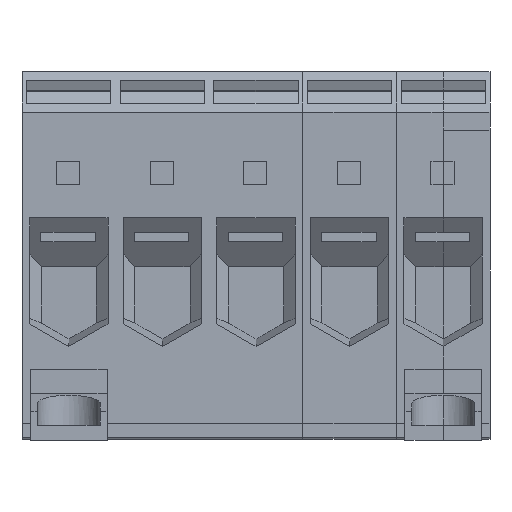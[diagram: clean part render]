
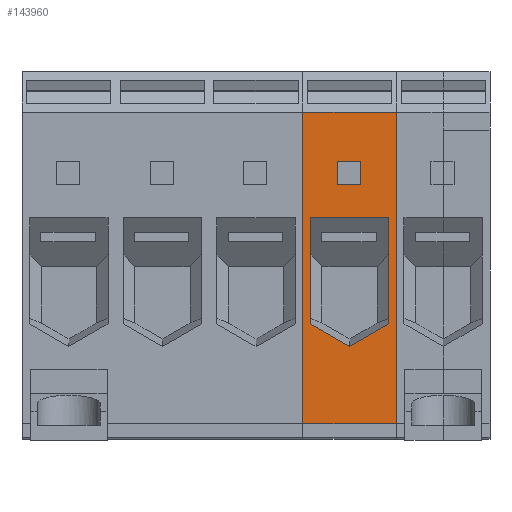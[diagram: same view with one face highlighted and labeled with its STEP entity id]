
A CAD part, front view. The second image highlights one B-rep face of the part: STEP entity #143960.
In plain terms, the highlighted face is planar.
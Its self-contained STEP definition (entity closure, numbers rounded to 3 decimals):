
#30620=CARTESIAN_POINT('',(4.094,-80.937,
-50.25));
#30630=VERTEX_POINT('',#30620);
#40950=CARTESIAN_POINT('',(4.094,-13.337,
-50.25));
#40960=VERTEX_POINT('',#40950);
#40990=CARTESIAN_POINT('',(4.094,-72.375,
-50.25));
#41000=DIRECTION('',(0.,-1.,0.));
#41010=VECTOR('',#41000,1.);
#41020=LINE('',#40990,#41010);
#41030=EDGE_CURVE('',#40960,#30630,#41020,.T.);
#56760=CARTESIAN_POINT('',(4.094,-13.337,
-29.95));
#56770=VERTEX_POINT('',#56760);
#121160=CARTESIAN_POINT('',(4.094,-13.337,-29.95));
#121170=DIRECTION('',(1.,0.,0.));
#121180=DIRECTION('',(0.,1.,0.));
#121190=AXIS2_PLACEMENT_3D('',#121160,#121170,#121180);
#121200=PLANE('',#121190);
#142800=CARTESIAN_POINT('',(4.094,-80.937,
-4.9));
#142810=DIRECTION('',(0.,0.,1.));
#142820=VECTOR('',#142810,1.);
#142830=LINE('',#142800,#142820);
#142840=CARTESIAN_POINT('',(4.094,-80.937,
-29.95));
#142850=VERTEX_POINT('',#142840);
#142860=EDGE_CURVE('',#30630,#142850,#142830,.T.);
#143040=CARTESIAN_POINT('',(4.094,-72.375,
-37.75));
#143050=DIRECTION('',(0.,1.,0.));
#143060=VECTOR('',#143050,1.);
#143070=LINE('',#143040,#143060);
#143080=CARTESIAN_POINT('',(4.094,-29.037,
-37.75));
#143090=VERTEX_POINT('',#143080);
#143100=CARTESIAN_POINT('',(4.094,-24.037,
-37.75));
#143110=VERTEX_POINT('',#143100);
#143120=EDGE_CURVE('',#143090,#143110,#143070,.T.);
#143130=ORIENTED_EDGE('',*,*,#143120,.F.);
#143140=CARTESIAN_POINT('',(4.094,-24.037,
-76.4));
#143150=DIRECTION('',(0.,0.,-1.));
#143160=VECTOR('',#143150,1.);
#143170=LINE('',#143140,#143160);
#143180=CARTESIAN_POINT('',(4.094,-24.037,
-42.75));
#143190=VERTEX_POINT('',#143180);
#143200=EDGE_CURVE('',#143110,#143190,#143170,.T.);
#143210=ORIENTED_EDGE('',*,*,#143200,.F.);
#143220=CARTESIAN_POINT('',(4.094,-72.375,
-42.75));
#143230=DIRECTION('',(0.,-1.,0.));
#143240=VECTOR('',#143230,1.);
#143250=LINE('',#143220,#143240);
#143260=CARTESIAN_POINT('',(4.094,-29.037,
-42.75));
#143270=VERTEX_POINT('',#143260);
#143280=EDGE_CURVE('',#143190,#143270,#143250,.T.);
#143290=ORIENTED_EDGE('',*,*,#143280,.F.);
#143300=CARTESIAN_POINT('',(4.094,-29.037,
-76.4));
#143310=DIRECTION('',(0.,0.,-1.));
#143320=VECTOR('',#143310,1.);
#143330=LINE('',#143300,#143320);
#143340=EDGE_CURVE('',#143090,#143270,#143330,.T.);
#143350=ORIENTED_EDGE('',*,*,#143340,.T.);
#143360=EDGE_LOOP('',(#143350,#143290,#143210,#143130));
#143370=FACE_BOUND('',#143360,.T.);
#143380=CARTESIAN_POINT('',(4.094,-85.136,
-76.4));
#143390=DIRECTION('',(0.,-0.5,
-0.866));
#143400=VECTOR('',#143390,1.);
#143410=LINE('',#143380,#143400);
#143420=CARTESIAN_POINT('',(4.094,-59.268,
-31.596));
#143430=VERTEX_POINT('',#143420);
#143440=CARTESIAN_POINT('',(4.094,-64.178,
-40.1));
#143450=VERTEX_POINT('',#143440);
#143460=EDGE_CURVE('',#143430,#143450,#143410,.T.);
#143470=ORIENTED_EDGE('',*,*,#143460,.T.);
#143480=CARTESIAN_POINT('',(4.094,-72.375,
-31.596));
#143490=DIRECTION('',(0.,-1.,0.));
#143500=VECTOR('',#143490,1.);
#143510=LINE('',#143480,#143500);
#143520=CARTESIAN_POINT('',(4.094,-36.28,
-31.596));
#143530=VERTEX_POINT('',#143520);
#143540=EDGE_CURVE('',#143530,#143430,#143510,.T.);
#143550=ORIENTED_EDGE('',*,*,#143540,.T.);
#143560=CARTESIAN_POINT('',(4.094,-36.28,
-76.4));
#143570=DIRECTION('',(0.,0.,1.));
#143580=VECTOR('',#143570,1.);
#143590=LINE('',#143560,#143580);
#143600=CARTESIAN_POINT('',(4.094,-36.28,
-48.604));
#143610=VERTEX_POINT('',#143600);
#143620=EDGE_CURVE('',#143610,#143530,#143590,.T.);
#143630=ORIENTED_EDGE('',*,*,#143620,.T.);
#143640=CARTESIAN_POINT('',(4.094,-72.375,
-48.604));
#143650=DIRECTION('',(0.,1.,0.));
#143660=VECTOR('',#143650,1.);
#143670=LINE('',#143640,#143660);
#143680=CARTESIAN_POINT('',(4.094,-59.268,
-48.604));
#143690=VERTEX_POINT('',#143680);
#143700=EDGE_CURVE('',#143690,#143610,#143670,.T.);
#143710=ORIENTED_EDGE('',*,*,#143700,.T.);
#143720=CARTESIAN_POINT('',(4.094,-43.22,
-76.4));
#143730=DIRECTION('',(0.,-0.5,
0.866));
#143740=VECTOR('',#143730,1.);
#143750=LINE('',#143720,#143740);
#143760=EDGE_CURVE('',#143690,#143450,#143750,.T.);
#143770=ORIENTED_EDGE('',*,*,#143760,.F.);
#143780=EDGE_LOOP('',(#143770,#143710,#143630,#143550,#143470));
#143790=FACE_BOUND('',#143780,.T.);
#143800=ORIENTED_EDGE('',*,*,#142860,.T.);
#143810=ORIENTED_EDGE('',*,*,#41030,.T.);
#143820=CARTESIAN_POINT('',(4.094,-13.337,
-4.9));
#143830=DIRECTION('',(0.,0.,1.));
#143840=VECTOR('',#143830,1.);
#143850=LINE('',#143820,#143840);
#143860=EDGE_CURVE('',#40960,#56770,#143850,.T.);
#143870=ORIENTED_EDGE('',*,*,#143860,.F.);
#143880=CARTESIAN_POINT('',(4.094,-72.375,
-29.95));
#143890=DIRECTION('',(0.,-1.,0.));
#143900=VECTOR('',#143890,1.);
#143910=LINE('',#143880,#143900);
#143920=EDGE_CURVE('',#56770,#142850,#143910,.T.);
#143930=ORIENTED_EDGE('',*,*,#143920,.F.);
#143940=EDGE_LOOP('',(#143930,#143870,#143810,#143800));
#143950=FACE_OUTER_BOUND('',#143940,.T.);
#143960=ADVANCED_FACE('',(#143370,#143790,#143950),#121200,.F.);
